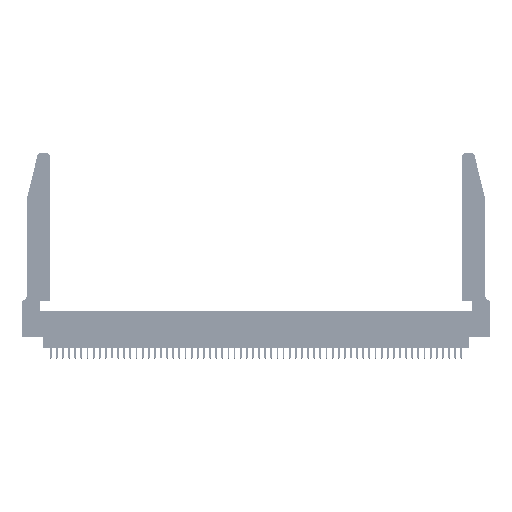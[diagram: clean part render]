
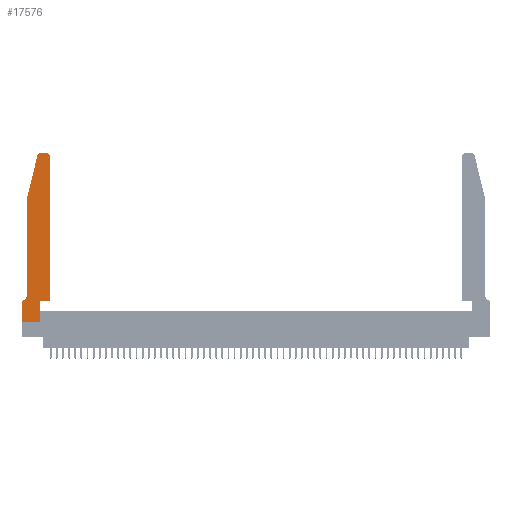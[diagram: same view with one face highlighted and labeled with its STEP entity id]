
A CAD part, top view. The second image highlights one B-rep face of the part: STEP entity #17576.
In plain terms, the highlighted planar face has unit normal (0, 0, 1).
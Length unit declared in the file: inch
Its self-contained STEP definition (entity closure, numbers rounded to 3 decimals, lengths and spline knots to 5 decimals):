
#233 = CARTESIAN_POINT ( 'NONE',  ( 0.2605, 2.75, 0.37 ) ) ;
#490 = CARTESIAN_POINT ( 'NONE',  ( 0.4505, 0.35, 0.37 ) ) ;
#729 = CARTESIAN_POINT ( 'NONE',  ( 0.2865, 0.35, 0.37 ) ) ;
#1057 = DIRECTION ( 'NONE',  ( 1., 0., 0. ) ) ;
#1111 = ORIENTED_EDGE ( 'NONE', *, *, #24345, .T. ) ;
#1432 = CARTESIAN_POINT ( 'NONE',  ( 0., 0.35, 0.37 ) ) ;
#1479 = VERTEX_POINT ( 'NONE', #37552 ) ;
#1923 = VECTOR ( 'NONE', #47441, 39.37008 ) ;
#2493 = EDGE_CURVE ( 'NONE', #37406, #17605, #32652, .T. ) ;
#2821 = DIRECTION ( 'NONE',  ( 0., -1., 0. ) ) ;
#3362 = VECTOR ( 'NONE', #24620, 39.37008 ) ;
#3455 = LINE ( 'NONE', #233, #16735 ) ;
#3701 = ORIENTED_EDGE ( 'NONE', *, *, #4993, .T. ) ;
#3784 = CARTESIAN_POINT ( 'NONE',  ( 0.2865, 0., 0.37 ) ) ;
#4182 = VERTEX_POINT ( 'NONE', #31417 ) ;
#4237 = CARTESIAN_POINT ( 'NONE',  ( 0., 0.35, 0.37 ) ) ;
#4516 = DIRECTION ( 'NONE',  ( -1., 0., 0. ) ) ;
#4579 = DIRECTION ( 'NONE',  ( -1., 0., 0. ) ) ;
#4993 = EDGE_CURVE ( 'NONE', #4182, #37406, #18009, .T. ) ;
#5476 = DIRECTION ( 'NONE',  ( 0., -1., 0. ) ) ;
#6342 = VERTEX_POINT ( 'NONE', #16158 ) ;
#8309 = CARTESIAN_POINT ( 'NONE',  ( 0.0055, 0.42, 0.37 ) ) ;
#8745 = VECTOR ( 'NONE', #2821, 39.37008 ) ;
#8775 = CARTESIAN_POINT ( 'NONE',  ( 0.4505, 0.35, 0.37 ) ) ;
#9252 = VERTEX_POINT ( 'NONE', #35082 ) ;
#10541 = CARTESIAN_POINT ( 'NONE',  ( 0.4505, 0.35, 0.37 ) ) ;
#12097 = VECTOR ( 'NONE', #36527, 39.37008 ) ;
#13571 = ORIENTED_EDGE ( 'NONE', *, *, #25555, .T. ) ;
#13889 = DIRECTION ( 'NONE',  ( 0., 1., 0. ) ) ;
#15593 = VECTOR ( 'NONE', #5476, 39.37008 ) ;
#16158 = CARTESIAN_POINT ( 'NONE',  ( 0.0755, 0.42, 0.37 ) ) ;
#16636 = AXIS2_PLACEMENT_3D ( 'NONE', #8309, #29442, #4579 ) ;
#16735 = VECTOR ( 'NONE', #4516, 39.37008 ) ;
#17000 = EDGE_CURVE ( 'NONE', #17782, #1479, #30139, .T. ) ;
#17576 = ADVANCED_FACE ( 'NONE', ( #26075 ), #26644, .T. ) ;
#17605 = VERTEX_POINT ( 'NONE', #18323 ) ;
#17782 = VERTEX_POINT ( 'NONE', #24388 ) ;
#18009 = LINE ( 'NONE', #53159, #12097 ) ;
#18076 = CARTESIAN_POINT ( 'NONE',  ( 0.0755, 2., 0.37 ) ) ;
#18323 = CARTESIAN_POINT ( 'NONE',  ( 0., 0., 0.37 ) ) ;
#18396 = EDGE_LOOP ( 'NONE', ( #46268, #47781, #52524, #19627, #50083, #3701, #22951, #1111, #27175, #27939, #44815, #13571 ) ) ;
#18665 = VERTEX_POINT ( 'NONE', #3784 ) ;
#19128 = VECTOR ( 'NONE', #34160, 39.37008 ) ;
#19627 = ORIENTED_EDGE ( 'NONE', *, *, #28604, .T. ) ;
#20362 = CARTESIAN_POINT ( 'NONE',  ( 0.2865, 0.35, 0.37 ) ) ;
#20450 = LINE ( 'NONE', #43198, #19128 ) ;
#20764 = VERTEX_POINT ( 'NONE', #8775 ) ;
#21170 = LINE ( 'NONE', #729, #1923 ) ;
#21502 = LINE ( 'NONE', #18076, #15593 ) ;
#21809 = DIRECTION ( 'NONE',  ( 1., 0., 0. ) ) ;
#22951 = ORIENTED_EDGE ( 'NONE', *, *, #2493, .T. ) ;
#24345 = EDGE_CURVE ( 'NONE', #17605, #18665, #30611, .T. ) ;
#24388 = CARTESIAN_POINT ( 'NONE',  ( 0.284, 2.75, 0.37 ) ) ;
#24620 = DIRECTION ( 'NONE',  ( 1., 0., 0. ) ) ;
#24719 = AXIS2_PLACEMENT_3D ( 'NONE', #1432, #38869, #1057 ) ;
#25555 = EDGE_CURVE ( 'NONE', #9252, #48100, #50937, .T. ) ;
#26075 = FACE_OUTER_BOUND ( 'NONE', #18396, .T. ) ;
#26644 = PLANE ( 'NONE',  #24719 ) ;
#26740 = CARTESIAN_POINT ( 'NONE',  ( 0.0755, 2., 0.37 ) ) ;
#26892 = DIRECTION ( 'NONE',  ( 0., 0., 1. ) ) ;
#27175 = ORIENTED_EDGE ( 'NONE', *, *, #31120, .T. ) ;
#27939 = ORIENTED_EDGE ( 'NONE', *, *, #33649, .T. ) ;
#28604 = EDGE_CURVE ( 'NONE', #40455, #6342, #21502, .T. ) ;
#29442 = DIRECTION ( 'NONE',  ( 0., 0., -1. ) ) ;
#29495 = LINE ( 'NONE', #490, #32169 ) ;
#30139 = CIRCLE ( 'NONE', #36427, 0.03 ) ;
#30611 = LINE ( 'NONE', #37593, #3362 ) ;
#31120 = EDGE_CURVE ( 'NONE', #18665, #48975, #21170, .T. ) ;
#31180 = CARTESIAN_POINT ( 'NONE',  ( 0.284, 2.72, 0.37 ) ) ;
#31417 = CARTESIAN_POINT ( 'NONE',  ( 0.0055, 0.35, 0.37 ) ) ;
#32169 = VECTOR ( 'NONE', #21809, 39.37008 ) ;
#32528 = DIRECTION ( 'NONE',  ( 1., 0., 0. ) ) ;
#32652 = LINE ( 'NONE', #49344, #8745 ) ;
#33649 = EDGE_CURVE ( 'NONE', #48975, #20764, #29495, .T. ) ;
#34160 = DIRECTION ( 'NONE',  ( -0.239, -0.971, 0. ) ) ;
#35082 = CARTESIAN_POINT ( 'NONE',  ( 0.4505, 2.72, 0.37 ) ) ;
#35481 = CARTESIAN_POINT ( 'NONE',  ( 0.4205, 2.75, 0.37 ) ) ;
#36427 = AXIS2_PLACEMENT_3D ( 'NONE', #31180, #26892, #52622 ) ;
#36527 = DIRECTION ( 'NONE',  ( -1., 0., 0. ) ) ;
#37406 = VERTEX_POINT ( 'NONE', #4237 ) ;
#37552 = CARTESIAN_POINT ( 'NONE',  ( 0.25487, 2.72718, 0.37 ) ) ;
#37593 = CARTESIAN_POINT ( 'NONE',  ( 0., 0., 0.37 ) ) ;
#38869 = DIRECTION ( 'NONE',  ( 0., 0., 1. ) ) ;
#40210 = AXIS2_PLACEMENT_3D ( 'NONE', #53406, #45292, #32528 ) ;
#40455 = VERTEX_POINT ( 'NONE', #26740 ) ;
#42844 = EDGE_CURVE ( 'NONE', #1479, #40455, #20450, .T. ) ;
#43198 = CARTESIAN_POINT ( 'NONE',  ( 0.0755, 2., 0.37 ) ) ;
#43361 = EDGE_CURVE ( 'NONE', #6342, #4182, #43578, .T. ) ;
#43578 = CIRCLE ( 'NONE', #16636, 0.07 ) ;
#44815 = ORIENTED_EDGE ( 'NONE', *, *, #51190, .T. ) ;
#45292 = DIRECTION ( 'NONE',  ( 0., 0., 1. ) ) ;
#46268 = ORIENTED_EDGE ( 'NONE', *, *, #49751, .T. ) ;
#47441 = DIRECTION ( 'NONE',  ( 0., 1., 0. ) ) ;
#47781 = ORIENTED_EDGE ( 'NONE', *, *, #17000, .T. ) ;
#48100 = VERTEX_POINT ( 'NONE', #35481 ) ;
#48975 = VERTEX_POINT ( 'NONE', #20362 ) ;
#49344 = CARTESIAN_POINT ( 'NONE',  ( 0., 0., 0.37 ) ) ;
#49751 = EDGE_CURVE ( 'NONE', #48100, #17782, #3455, .T. ) ;
#50083 = ORIENTED_EDGE ( 'NONE', *, *, #43361, .T. ) ;
#50937 = CIRCLE ( 'NONE', #40210, 0.03 ) ;
#51190 = EDGE_CURVE ( 'NONE', #20764, #9252, #53630, .T. ) ;
#51626 = VECTOR ( 'NONE', #13889, 39.37008 ) ;
#52524 = ORIENTED_EDGE ( 'NONE', *, *, #42844, .T. ) ;
#52622 = DIRECTION ( 'NONE',  ( 1., 0., 0. ) ) ;
#53159 = CARTESIAN_POINT ( 'NONE',  ( 0.0755, 0.35, 0.37 ) ) ;
#53406 = CARTESIAN_POINT ( 'NONE',  ( 0.4205, 2.72, 0.37 ) ) ;
#53630 = LINE ( 'NONE', #10541, #51626 ) ;
